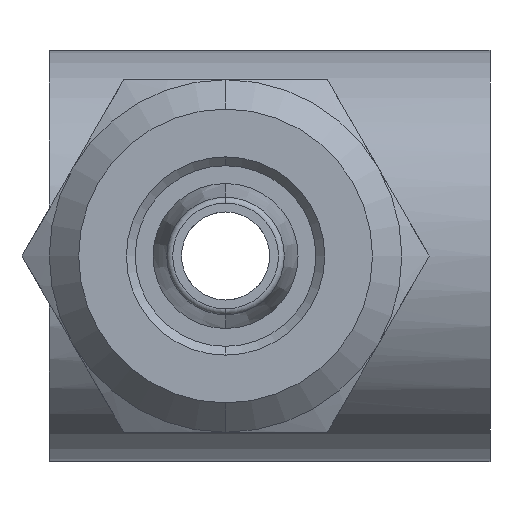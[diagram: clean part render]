
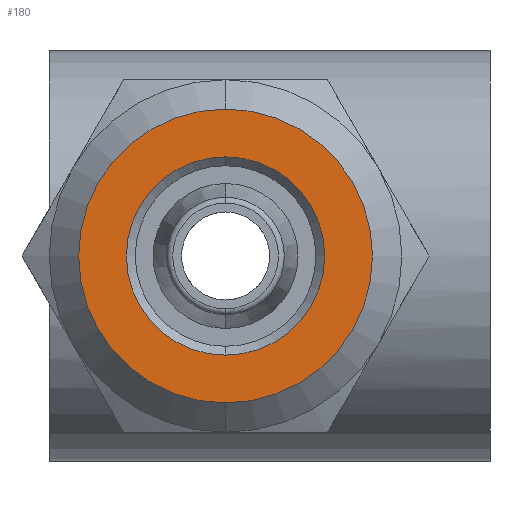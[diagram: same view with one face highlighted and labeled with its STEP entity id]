
A CAD part, left-side view. The second image highlights one B-rep face of the part: STEP entity #180.
In plain terms, the highlighted planar face has unit normal (-1, 0, 0).
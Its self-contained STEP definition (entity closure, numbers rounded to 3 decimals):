
#4 = EDGE_CURVE ( 'NONE', #2543, #2542, #3665, .T. ) ;
#7 = EDGE_CURVE ( 'NONE', #2544, #2545, #3805, .T. ) ;
#73 = CIRCLE ( 'NONE', #108, 3.375 ) ;
#104 = AXIS2_PLACEMENT_3D ( 'NONE', #842, #843, #844 ) ;
#108 = AXIS2_PLACEMENT_3D ( 'NONE', #839, #840, #841 ) ;
#119 = CIRCLE ( 'NONE', #104, 5. ) ;
#180 = ADVANCED_FACE ( 'NONE', ( #3875, #3917 ), #1205, .T. ) ;
#385 = EDGE_CURVE ( 'NONE', #2542, #2543, #73, .T. ) ;
#386 = EDGE_CURVE ( 'NONE', #2545, #2544, #119, .T. ) ;
#839 = CARTESIAN_POINT ( 'NONE',  ( -23.352, 0., 0. ) ) ;
#840 = DIRECTION ( 'NONE',  ( 1., 0., 0. ) ) ;
#841 = DIRECTION ( 'NONE',  ( 0., 0., -1. ) ) ;
#842 = CARTESIAN_POINT ( 'NONE',  ( -23.352, 0., 0. ) ) ;
#843 = DIRECTION ( 'NONE',  ( 1., 0., 0. ) ) ;
#844 = DIRECTION ( 'NONE',  ( 0., 0., -1. ) ) ;
#1201 = DIRECTION ( 'NONE',  ( 0., 0., 1. ) ) ;
#1203 = DIRECTION ( 'NONE',  ( -1., 0., 0. ) ) ;
#1204 = CARTESIAN_POINT ( 'NONE',  ( -23.352, 5., 0. ) ) ;
#1205 = PLANE ( 'NONE',  #3728 ) ;
#1442 = CARTESIAN_POINT ( 'NONE',  ( -23.352, 0., -3.375 ) ) ;
#1443 = CARTESIAN_POINT ( 'NONE',  ( -23.352, 0., 3.375 ) ) ;
#1444 = CARTESIAN_POINT ( 'NONE',  ( -23.352, 0., -5. ) ) ;
#1445 = CARTESIAN_POINT ( 'NONE',  ( -23.352, 0., 5. ) ) ;
#1973 = DIRECTION ( 'NONE',  ( 0., 0., -1. ) ) ;
#1974 = DIRECTION ( 'NONE',  ( 1., 0., 0. ) ) ;
#1975 = CARTESIAN_POINT ( 'NONE',  ( -23.352, 0., 0. ) ) ;
#2062 = DIRECTION ( 'NONE',  ( 0., 0., -1. ) ) ;
#2063 = DIRECTION ( 'NONE',  ( 1., 0., 0. ) ) ;
#2064 = CARTESIAN_POINT ( 'NONE',  ( -23.352, 0., 0. ) ) ;
#2417 = EDGE_LOOP ( 'NONE', ( #2802, #2803 ) ) ;
#2539 = EDGE_LOOP ( 'NONE', ( #2805, #2804 ) ) ;
#2542 = VERTEX_POINT ( 'NONE', #1442 ) ;
#2543 = VERTEX_POINT ( 'NONE', #1443 ) ;
#2544 = VERTEX_POINT ( 'NONE', #1444 ) ;
#2545 = VERTEX_POINT ( 'NONE', #1445 ) ;
#2802 = ORIENTED_EDGE ( 'NONE', *, *, #7, .F. ) ;
#2803 = ORIENTED_EDGE ( 'NONE', *, *, #386, .F. ) ;
#2804 = ORIENTED_EDGE ( 'NONE', *, *, #385, .T. ) ;
#2805 = ORIENTED_EDGE ( 'NONE', *, *, #4, .T. ) ;
#3665 = CIRCLE ( 'NONE', #3708, 3.375 ) ;
#3708 = AXIS2_PLACEMENT_3D ( 'NONE', #1975, #1974, #1973 ) ;
#3728 = AXIS2_PLACEMENT_3D ( 'NONE', #1204, #1203, #1201 ) ;
#3803 = AXIS2_PLACEMENT_3D ( 'NONE', #2064, #2063, #2062 ) ;
#3805 = CIRCLE ( 'NONE', #3803, 5. ) ;
#3875 = FACE_BOUND ( 'NONE', #2539, .T. ) ;
#3917 = FACE_OUTER_BOUND ( 'NONE', #2417, .T. ) ;
